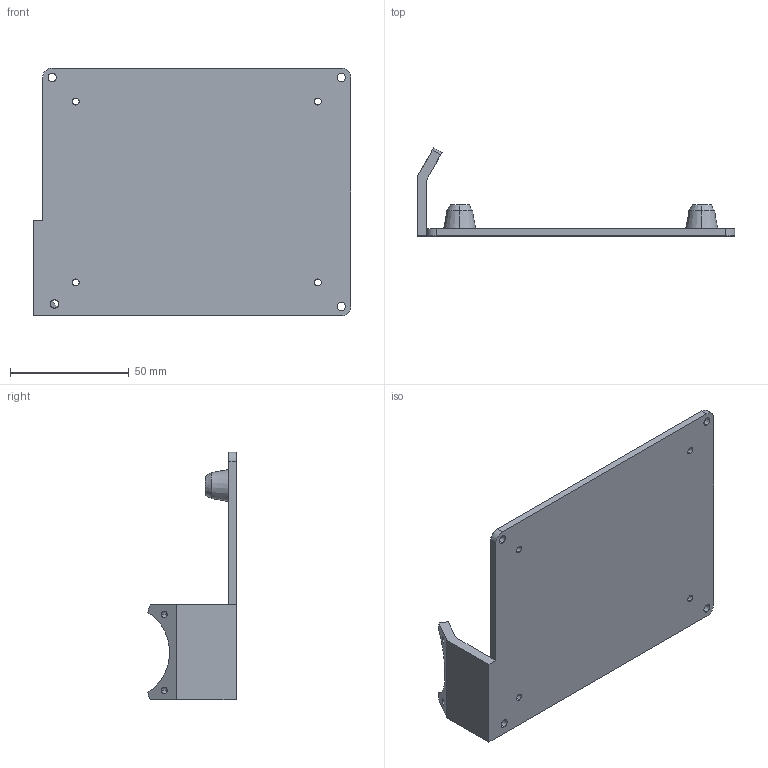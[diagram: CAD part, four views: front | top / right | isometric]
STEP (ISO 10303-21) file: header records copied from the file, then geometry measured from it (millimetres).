
FILE_DESCRIPTION (( 'STEP AP214' ), '1' );
FILE_NAME ('SKR1.3 Controller Mount.STEP', '2020-03-07T14:09:06', ( '' ), ( '' ), 'SwSTEP 2.0', 'SolidWorks 2018', '' );
FILE_SCHEMA (( 'AUTOMOTIVE_DESIGN' ));
Length unit declared in the file: millimetre
Products named in the file (1): SKR1.3 Controller Mount
Bounding box: 133.67 x 37.1 x 104.3 mm (x, y, z)
Volume: 49322.7 mm3; surface area: 33008.6 mm2
Topology: 1 solids, 1 shells, 59 faces, 150 edges, 97 vertices
Faces by surface type: cylinder 28, cone 16, plane 15
Entity records: 1886 total; most frequent: DIRECTION 350, CARTESIAN_POINT 307, ORIENTED_EDGE 300, EDGE_CURVE 150, AXIS2_PLACEMENT_3D 140, VERTEX_POINT 97, EDGE_LOOP 83, CIRCLE 80
